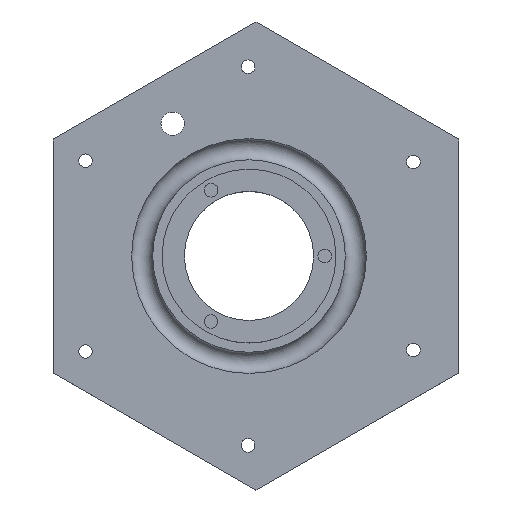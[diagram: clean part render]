
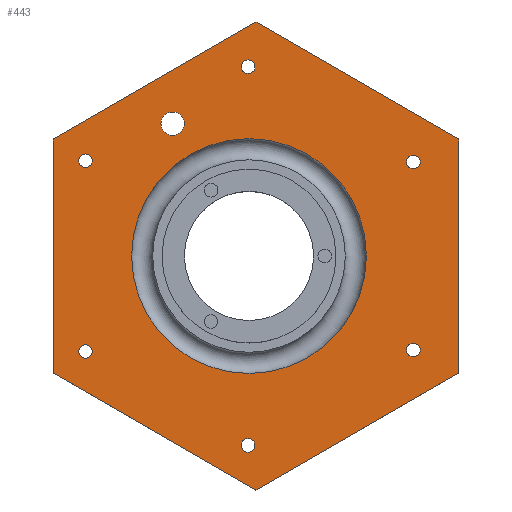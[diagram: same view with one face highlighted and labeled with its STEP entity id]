
A CAD part, top view. The second image highlights one B-rep face of the part: STEP entity #443.
In plain terms, the highlighted planar face has unit normal (0, 0, 1).
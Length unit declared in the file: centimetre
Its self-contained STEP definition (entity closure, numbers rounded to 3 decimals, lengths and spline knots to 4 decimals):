
#20=FACE_BOUND('',#94,.T.);
#21=FACE_BOUND('',#95,.T.);
#22=FACE_BOUND('',#96,.T.);
#23=FACE_BOUND('',#97,.T.);
#24=FACE_BOUND('',#98,.T.);
#25=FACE_BOUND('',#99,.T.);
#26=FACE_BOUND('',#100,.T.);
#27=FACE_BOUND('',#101,.T.);
#42=PLANE('',#486);
#62=FACE_OUTER_BOUND('',#93,.T.);
#93=EDGE_LOOP('',(#343,#344,#345,#346,#347,#348));
#94=EDGE_LOOP('',(#349));
#95=EDGE_LOOP('',(#350));
#96=EDGE_LOOP('',(#351));
#97=EDGE_LOOP('',(#352));
#98=EDGE_LOOP('',(#353));
#99=EDGE_LOOP('',(#354));
#100=EDGE_LOOP('',(#355));
#101=EDGE_LOOP('',(#356));
#129=LINE('',#701,#159);
#130=LINE('',#703,#160);
#131=LINE('',#705,#161);
#132=LINE('',#707,#162);
#133=LINE('',#709,#163);
#134=LINE('',#710,#164);
#159=VECTOR('',#576,0.1);
#160=VECTOR('',#577,0.1);
#161=VECTOR('',#578,0.1);
#162=VECTOR('',#579,0.1);
#163=VECTOR('',#580,0.1);
#164=VECTOR('',#581,0.1);
#189=CIRCLE('',#472,0.2498);
#193=CIRCLE('',#477,2.5);
#198=CIRCLE('',#487,0.1453);
#199=CIRCLE('',#488,0.1445);
#200=CIRCLE('',#489,0.1451);
#201=CIRCLE('',#490,0.1449);
#202=CIRCLE('',#491,0.145);
#203=CIRCLE('',#492,0.1451);
#216=VERTEX_POINT('',#673);
#219=VERTEX_POINT('',#681);
#224=VERTEX_POINT('',#699);
#225=VERTEX_POINT('',#700);
#226=VERTEX_POINT('',#702);
#227=VERTEX_POINT('',#704);
#228=VERTEX_POINT('',#706);
#229=VERTEX_POINT('',#708);
#230=VERTEX_POINT('',#711);
#231=VERTEX_POINT('',#713);
#232=VERTEX_POINT('',#715);
#233=VERTEX_POINT('',#717);
#234=VERTEX_POINT('',#719);
#235=VERTEX_POINT('',#721);
#257=EDGE_CURVE('',#216,#216,#189,.T.);
#262=EDGE_CURVE('',#219,#219,#193,.T.);
#269=EDGE_CURVE('',#224,#225,#129,.T.);
#270=EDGE_CURVE('',#225,#226,#130,.T.);
#271=EDGE_CURVE('',#226,#227,#131,.T.);
#272=EDGE_CURVE('',#227,#228,#132,.T.);
#273=EDGE_CURVE('',#228,#229,#133,.T.);
#274=EDGE_CURVE('',#229,#224,#134,.T.);
#275=EDGE_CURVE('',#230,#230,#198,.T.);
#276=EDGE_CURVE('',#231,#231,#199,.T.);
#277=EDGE_CURVE('',#232,#232,#200,.T.);
#278=EDGE_CURVE('',#233,#233,#201,.T.);
#279=EDGE_CURVE('',#234,#234,#202,.T.);
#280=EDGE_CURVE('',#235,#235,#203,.T.);
#343=ORIENTED_EDGE('',*,*,#269,.T.);
#344=ORIENTED_EDGE('',*,*,#270,.T.);
#345=ORIENTED_EDGE('',*,*,#271,.T.);
#346=ORIENTED_EDGE('',*,*,#272,.T.);
#347=ORIENTED_EDGE('',*,*,#273,.T.);
#348=ORIENTED_EDGE('',*,*,#274,.T.);
#349=ORIENTED_EDGE('',*,*,#257,.T.);
#350=ORIENTED_EDGE('',*,*,#262,.T.);
#351=ORIENTED_EDGE('',*,*,#275,.T.);
#352=ORIENTED_EDGE('',*,*,#276,.T.);
#353=ORIENTED_EDGE('',*,*,#277,.T.);
#354=ORIENTED_EDGE('',*,*,#278,.T.);
#355=ORIENTED_EDGE('',*,*,#279,.T.);
#356=ORIENTED_EDGE('',*,*,#280,.T.);
#443=ADVANCED_FACE('',(#62,#20,#21,#22,#23,#24,#25,#26,#27),#42,.T.);
#472=AXIS2_PLACEMENT_3D('',#674,#543,#544);
#477=AXIS2_PLACEMENT_3D('',#683,#554,#555);
#486=AXIS2_PLACEMENT_3D('',#698,#574,#575);
#487=AXIS2_PLACEMENT_3D('',#712,#582,#583);
#488=AXIS2_PLACEMENT_3D('',#714,#584,#585);
#489=AXIS2_PLACEMENT_3D('',#716,#586,#587);
#490=AXIS2_PLACEMENT_3D('',#718,#588,#589);
#491=AXIS2_PLACEMENT_3D('',#720,#590,#591);
#492=AXIS2_PLACEMENT_3D('',#722,#592,#593);
#543=DIRECTION('center_axis',(0.,0.,-1.));
#544=DIRECTION('ref_axis',(-1.,0.,0.));
#554=DIRECTION('center_axis',(0.,0.,-1.));
#555=DIRECTION('ref_axis',(1.,0.,0.));
#574=DIRECTION('center_axis',(0.,0.,1.));
#575=DIRECTION('ref_axis',(-1.,0.,0.));
#576=DIRECTION('',(-0.866,-0.5,0.));
#577=DIRECTION('',(0.,-1.,0.));
#578=DIRECTION('',(0.866,-0.5,0.));
#579=DIRECTION('',(0.866,0.5,0.));
#580=DIRECTION('',(0.,1.,0.));
#581=DIRECTION('',(-0.866,0.5,0.));
#582=DIRECTION('center_axis',(0.,0.,-1.));
#583=DIRECTION('ref_axis',(-1.,0.,0.));
#584=DIRECTION('center_axis',(0.,0.,-1.));
#585=DIRECTION('ref_axis',(-1.,0.,0.));
#586=DIRECTION('center_axis',(0.,0.,-1.));
#587=DIRECTION('ref_axis',(-1.,0.,0.));
#588=DIRECTION('center_axis',(0.,0.,-1.));
#589=DIRECTION('ref_axis',(-1.,0.,0.));
#590=DIRECTION('center_axis',(0.,0.,-1.));
#591=DIRECTION('ref_axis',(-1.,0.,0.));
#592=DIRECTION('center_axis',(0.,0.,-1.));
#593=DIRECTION('ref_axis',(-1.,0.,0.));
#673=CARTESIAN_POINT('',(29.9302,20.8143,4.));
#674=CARTESIAN_POINT('Origin',(29.6804,20.8143,4.));
#681=CARTESIAN_POINT('',(28.8058,17.9989,4.));
#683=CARTESIAN_POINT('Origin',(31.3058,17.9989,4.));
#698=CARTESIAN_POINT('Origin',(31.455,18.,4.));
#699=CARTESIAN_POINT('',(31.455,22.9817,4.));
#700=CARTESIAN_POINT('',(27.1407,20.4909,4.));
#701=CARTESIAN_POINT('',(31.455,22.9817,4.));
#702=CARTESIAN_POINT('',(27.1407,15.5091,4.));
#703=CARTESIAN_POINT('',(27.1407,20.4909,4.));
#704=CARTESIAN_POINT('',(31.455,13.0183,4.));
#705=CARTESIAN_POINT('',(27.1407,15.5091,4.));
#706=CARTESIAN_POINT('',(35.7693,15.5091,4.));
#707=CARTESIAN_POINT('',(31.455,13.0183,4.));
#708=CARTESIAN_POINT('',(35.7693,20.4909,4.));
#709=CARTESIAN_POINT('',(35.7693,15.5091,4.));
#710=CARTESIAN_POINT('',(35.7693,20.4909,4.));
#711=CARTESIAN_POINT('',(27.9687,20.0273,4.));
#712=CARTESIAN_POINT('Origin',(27.8234,20.0273,4.));
#713=CARTESIAN_POINT('',(31.4328,22.0302,4.));
#714=CARTESIAN_POINT('Origin',(31.2883,22.0302,4.));
#715=CARTESIAN_POINT('',(34.9503,16.0001,4.));
#716=CARTESIAN_POINT('Origin',(34.8052,16.0001,4.));
#717=CARTESIAN_POINT('',(31.4325,13.9686,4.));
#718=CARTESIAN_POINT('Origin',(31.2876,13.9686,4.));
#719=CARTESIAN_POINT('',(34.95,20.,4.));
#720=CARTESIAN_POINT('Origin',(34.805,20.,4.));
#721=CARTESIAN_POINT('',(27.9683,15.965,4.));
#722=CARTESIAN_POINT('Origin',(27.8231,15.965,4.));
